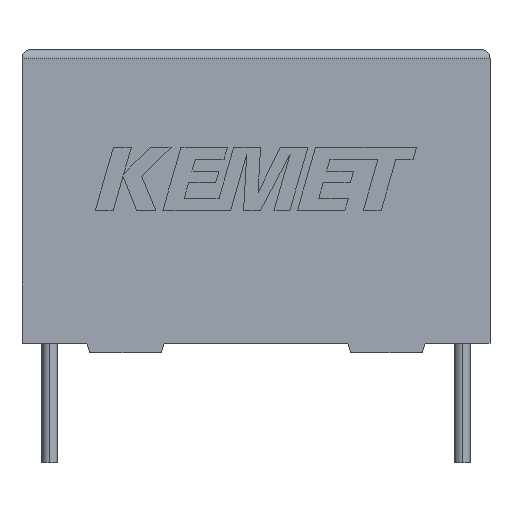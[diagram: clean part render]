
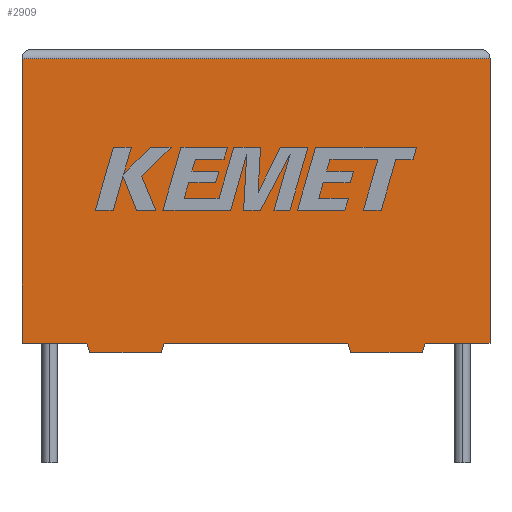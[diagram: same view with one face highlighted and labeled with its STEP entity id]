
A CAD part, top view. The second image highlights one B-rep face of the part: STEP entity #2909.
In plain terms, the highlighted planar face has unit normal (0, 0, 1).
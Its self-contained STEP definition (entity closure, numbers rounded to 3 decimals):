
#61 = CARTESIAN_POINT ( 'NONE',  ( 0., 0., 8. ) ) ;
#73 = VERTEX_POINT ( 'NONE', #420 ) ;
#113 = CARTESIAN_POINT ( 'NONE',  ( 17.909, -0.5, 8. ) ) ;
#138 = ORIENTED_EDGE ( 'NONE', *, *, #954, .F. ) ;
#170 = VECTOR ( 'NONE', #2660, 1000. ) ;
#181 = EDGE_CURVE ( 'NONE', #278, #1519, #430, .T. ) ;
#244 = ORIENTED_EDGE ( 'NONE', *, *, #637, .F. ) ;
#278 = VERTEX_POINT ( 'NONE', #3214 ) ;
#366 = EDGE_CURVE ( 'NONE', #2888, #2191, #1726, .T. ) ;
#420 = CARTESIAN_POINT ( 'NONE',  ( 21.81, -0.5, 8. ) ) ;
#430 = LINE ( 'NONE', #3233, #2605 ) ;
#488 = VECTOR ( 'NONE', #1063, 1000. ) ;
#563 = ORIENTED_EDGE ( 'NONE', *, *, #181, .T. ) ;
#586 = ORIENTED_EDGE ( 'NONE', *, *, #2848, .T. ) ;
#633 = ORIENTED_EDGE ( 'NONE', *, *, #366, .T. ) ;
#637 = EDGE_CURVE ( 'NONE', #2216, #1606, #1280, .T. ) ;
#686 = PLANE ( 'NONE',  #2585 ) ;
#702 = DIRECTION ( 'NONE',  ( 0.287, 0.958, 0. ) ) ;
#715 = ORIENTED_EDGE ( 'NONE', *, *, #1715, .T. ) ;
#718 = CARTESIAN_POINT ( 'NONE',  ( 0., 0., 8. ) ) ;
#747 = EDGE_CURVE ( 'NONE', #1519, #854, #2214, .T. ) ;
#804 = VECTOR ( 'NONE', #1538, 1000. ) ;
#827 = VERTEX_POINT ( 'NONE', #3240 ) ;
#837 = VECTOR ( 'NONE', #1740, 1000. ) ;
#846 = LINE ( 'NONE', #2177, #170 ) ;
#854 = VERTEX_POINT ( 'NONE', #2503 ) ;
#954 = EDGE_CURVE ( 'NONE', #73, #2216, #1073, .T. ) ;
#1016 = CARTESIAN_POINT ( 'NONE',  ( 0., 0., 8. ) ) ;
#1063 = DIRECTION ( 'NONE',  ( 0., -1., 0. ) ) ;
#1073 = LINE ( 'NONE', #2732, #2448 ) ;
#1109 = EDGE_CURVE ( 'NONE', #2622, #1378, #2979, .T. ) ;
#1129 = DIRECTION ( 'NONE',  ( -0.287, 0.958, 0. ) ) ;
#1220 = EDGE_CURVE ( 'NONE', #854, #1606, #1824, .T. ) ;
#1223 = DIRECTION ( 'NONE',  ( -1., 0., 0. ) ) ;
#1239 = ORIENTED_EDGE ( 'NONE', *, *, #2033, .T. ) ;
#1263 = LINE ( 'NONE', #1615, #488 ) ;
#1280 = LINE ( 'NONE', #2617, #1835 ) ;
#1331 = ORIENTED_EDGE ( 'NONE', *, *, #1220, .T. ) ;
#1366 = CARTESIAN_POINT ( 'NONE',  ( 25.5, 0., 8. ) ) ;
#1378 = VERTEX_POINT ( 'NONE', #2365 ) ;
#1475 = DIRECTION ( 'NONE',  ( 0., 0., -1. ) ) ;
#1481 = VECTOR ( 'NONE', #2234, 1000. ) ;
#1483 = EDGE_CURVE ( 'NONE', #2888, #73, #1687, .T. ) ;
#1500 = CARTESIAN_POINT ( 'NONE',  ( 0., 0., 8. ) ) ;
#1519 = VERTEX_POINT ( 'NONE', #2873 ) ;
#1538 = DIRECTION ( 'NONE',  ( 1., 0., 0. ) ) ;
#1546 = CARTESIAN_POINT ( 'NONE',  ( 0., 0., 8. ) ) ;
#1561 = VECTOR ( 'NONE', #702, 1000. ) ;
#1592 = LINE ( 'NONE', #3215, #837 ) ;
#1600 = VECTOR ( 'NONE', #3095, 1000. ) ;
#1606 = VERTEX_POINT ( 'NONE', #2524 ) ;
#1615 = CARTESIAN_POINT ( 'NONE',  ( 0., 0., 8. ) ) ;
#1664 = CARTESIAN_POINT ( 'NONE',  ( 25.5, 0., 8. ) ) ;
#1687 = LINE ( 'NONE', #2102, #1600 ) ;
#1715 = EDGE_CURVE ( 'NONE', #827, #2622, #1263, .T. ) ;
#1726 = LINE ( 'NONE', #1546, #2951 ) ;
#1740 = DIRECTION ( 'NONE',  ( 0.287, -0.958, 0. ) ) ;
#1819 = ORIENTED_EDGE ( 'NONE', *, *, #1483, .F. ) ;
#1824 = LINE ( 'NONE', #1016, #804 ) ;
#1835 = VECTOR ( 'NONE', #1129, 1000. ) ;
#1911 = ORIENTED_EDGE ( 'NONE', *, *, #747, .T. ) ;
#1936 = DIRECTION ( 'NONE',  ( 0., 1., 0. ) ) ;
#2033 = EDGE_CURVE ( 'NONE', #1378, #278, #1592, .T. ) ;
#2102 = CARTESIAN_POINT ( 'NONE',  ( 21.96, 0., 8. ) ) ;
#2176 = CARTESIAN_POINT ( 'NONE',  ( 7.591, -0.5, 8. ) ) ;
#2177 = CARTESIAN_POINT ( 'NONE',  ( 0., 15.5, 8. ) ) ;
#2191 = VERTEX_POINT ( 'NONE', #1366 ) ;
#2214 = LINE ( 'NONE', #2176, #1561 ) ;
#2216 = VERTEX_POINT ( 'NONE', #113 ) ;
#2234 = DIRECTION ( 'NONE',  ( 1., 0., 0. ) ) ;
#2296 = DIRECTION ( 'NONE',  ( 1., 0., 0. ) ) ;
#2325 = VECTOR ( 'NONE', #1936, 1000. ) ;
#2332 = CARTESIAN_POINT ( 'NONE',  ( 25.5, 15.5, 8. ) ) ;
#2365 = CARTESIAN_POINT ( 'NONE',  ( 3.54, 0., 8. ) ) ;
#2404 = EDGE_LOOP ( 'NONE', ( #3060, #586, #715, #3226, #1239, #563, #1911, #1331, #244, #138, #1819, #633 ) ) ;
#2405 = FACE_OUTER_BOUND ( 'NONE', #2404, .T. ) ;
#2429 = CARTESIAN_POINT ( 'NONE',  ( 21.96, 0., 8. ) ) ;
#2448 = VECTOR ( 'NONE', #2818, 1000. ) ;
#2477 = VERTEX_POINT ( 'NONE', #2332 ) ;
#2479 = DIRECTION ( 'NONE',  ( 1., 0., 0. ) ) ;
#2489 = LINE ( 'NONE', #1664, #2325 ) ;
#2503 = CARTESIAN_POINT ( 'NONE',  ( 7.741, 0., 8. ) ) ;
#2524 = CARTESIAN_POINT ( 'NONE',  ( 17.759, 0., 8. ) ) ;
#2585 = AXIS2_PLACEMENT_3D ( 'NONE', #718, #1475, #1223 ) ;
#2605 = VECTOR ( 'NONE', #2479, 1000. ) ;
#2617 = CARTESIAN_POINT ( 'NONE',  ( 17.909, -0.5, 8. ) ) ;
#2622 = VERTEX_POINT ( 'NONE', #61 ) ;
#2660 = DIRECTION ( 'NONE',  ( -1., 0., 0. ) ) ;
#2732 = CARTESIAN_POINT ( 'NONE',  ( 21.81, -0.5, 8. ) ) ;
#2818 = DIRECTION ( 'NONE',  ( -1., 0., 0. ) ) ;
#2848 = EDGE_CURVE ( 'NONE', #2477, #827, #846, .T. ) ;
#2870 = EDGE_CURVE ( 'NONE', #2191, #2477, #2489, .T. ) ;
#2873 = CARTESIAN_POINT ( 'NONE',  ( 7.591, -0.5, 8. ) ) ;
#2888 = VERTEX_POINT ( 'NONE', #2429 ) ;
#2909 = ADVANCED_FACE ( 'NONE', ( #2405 ), #686, .F. ) ;
#2951 = VECTOR ( 'NONE', #2296, 1000. ) ;
#2979 = LINE ( 'NONE', #1500, #1481 ) ;
#3060 = ORIENTED_EDGE ( 'NONE', *, *, #2870, .T. ) ;
#3095 = DIRECTION ( 'NONE',  ( -0.287, -0.958, 0. ) ) ;
#3214 = CARTESIAN_POINT ( 'NONE',  ( 3.69, -0.5, 8. ) ) ;
#3215 = CARTESIAN_POINT ( 'NONE',  ( 3.54, 0., 8. ) ) ;
#3226 = ORIENTED_EDGE ( 'NONE', *, *, #1109, .T. ) ;
#3233 = CARTESIAN_POINT ( 'NONE',  ( 3.69, -0.5, 8. ) ) ;
#3240 = CARTESIAN_POINT ( 'NONE',  ( 0., 15.5, 8. ) ) ;
